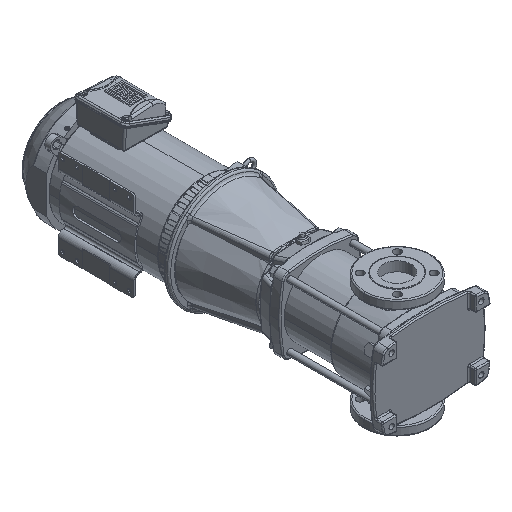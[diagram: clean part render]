
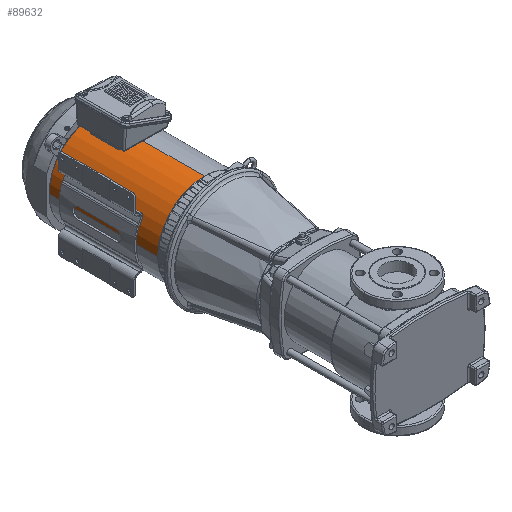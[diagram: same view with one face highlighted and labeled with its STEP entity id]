
A CAD part, isometric view. The second image highlights one B-rep face of the part: STEP entity #89632.
In plain terms, the highlighted cylindrical face has radius 124.3 mm (diameter 248.6 mm), a partial arc.
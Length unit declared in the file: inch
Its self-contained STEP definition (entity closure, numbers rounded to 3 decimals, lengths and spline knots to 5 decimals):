
#667 = CARTESIAN_POINT ( 'NONE',  ( -5.39937, -5.64244, 0.00085 ) ) ;
#3791 = DIRECTION ( 'NONE',  ( -1., 0., 0. ) ) ;
#4372 = CARTESIAN_POINT ( 'NONE',  ( 6.01795, -0.74874, 0. ) ) ;
#10577 = DIRECTION ( 'NONE',  ( -1., 0., 0. ) ) ;
#14902 = EDGE_CURVE ( 'NONE', #86744, #33478, #119919, .T. ) ;
#15935 = CARTESIAN_POINT ( 'NONE',  ( 6.01795, -5.64244, 0.00085 ) ) ;
#18970 = VECTOR ( 'NONE', #10577, 39.37008 ) ;
#23094 = DIRECTION ( 'NONE',  ( -1., 0., 0. ) ) ;
#26090 = CARTESIAN_POINT ( 'NONE',  ( 38.30292, -0.74874, 0. ) ) ;
#27544 = ORIENTED_EDGE ( 'NONE', *, *, #14902, .T. ) ;
#31602 = CARTESIAN_POINT ( 'NONE',  ( -5.39937, -0.74874, 4.8937 ) ) ;
#33478 = VERTEX_POINT ( 'NONE', #78641 ) ;
#46730 = CIRCLE ( 'NONE', #105103, 4.8937 ) ;
#50166 = DIRECTION ( 'NONE',  ( 0., -1., 0. ) ) ;
#50739 = DIRECTION ( 'NONE',  ( -1., 0., 0. ) ) ;
#56631 = EDGE_CURVE ( 'NONE', #82534, #145651, #46730, .T. ) ;
#66668 = EDGE_LOOP ( 'NONE', ( #27544, #70996, #101804, #77711 ) ) ;
#67886 = VECTOR ( 'NONE', #144589, 39.37008 ) ;
#68368 = CARTESIAN_POINT ( 'NONE',  ( 38.30292, -5.64244, 0.00085 ) ) ;
#70996 = ORIENTED_EDGE ( 'NONE', *, *, #72325, .T. ) ;
#72325 = EDGE_CURVE ( 'NONE', #33478, #145651, #97458, .T. ) ;
#72478 = DIRECTION ( 'NONE',  ( 0., 0., 1. ) ) ;
#77711 = ORIENTED_EDGE ( 'NONE', *, *, #116489, .F. ) ;
#78641 = CARTESIAN_POINT ( 'NONE',  ( 6.01795, -0.74874, 4.8937 ) ) ;
#82534 = VERTEX_POINT ( 'NONE', #667 ) ;
#83940 = CYLINDRICAL_SURFACE ( 'NONE', #145752, 4.8937 ) ;
#86744 = VERTEX_POINT ( 'NONE', #15935 ) ;
#89632 = ADVANCED_FACE ( 'NONE', ( #141735 ), #83940, .T. ) ;
#97209 = DIRECTION ( 'NONE',  ( 0., -1., 0. ) ) ;
#97458 = LINE ( 'NONE', #133150, #67886 ) ;
#101804 = ORIENTED_EDGE ( 'NONE', *, *, #56631, .F. ) ;
#105103 = AXIS2_PLACEMENT_3D ( 'NONE', #119431, #3791, #50166 ) ;
#116328 = LINE ( 'NONE', #68368, #18970 ) ;
#116489 = EDGE_CURVE ( 'NONE', #86744, #82534, #116328, .T. ) ;
#119431 = CARTESIAN_POINT ( 'NONE',  ( -5.39937, -0.74874, 0. ) ) ;
#119919 = CIRCLE ( 'NONE', #148972, 4.8937 ) ;
#133150 = CARTESIAN_POINT ( 'NONE',  ( 38.30292, -0.74874, 4.8937 ) ) ;
#141735 = FACE_OUTER_BOUND ( 'NONE', #66668, .T. ) ;
#144589 = DIRECTION ( 'NONE',  ( -1., 0., 0. ) ) ;
#145651 = VERTEX_POINT ( 'NONE', #31602 ) ;
#145752 = AXIS2_PLACEMENT_3D ( 'NONE', #26090, #23094, #72478 ) ;
#148972 = AXIS2_PLACEMENT_3D ( 'NONE', #4372, #50739, #97209 ) ;
